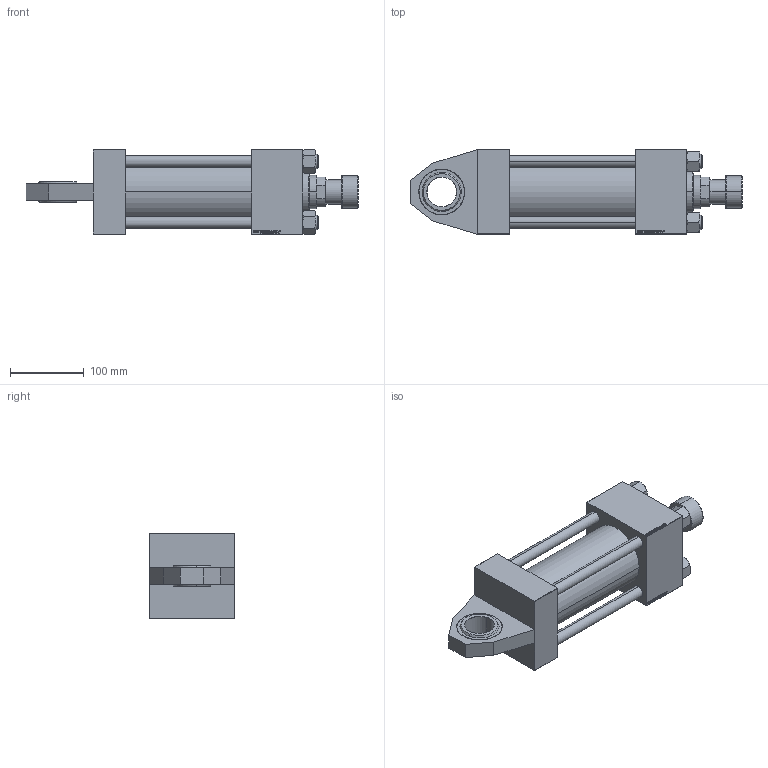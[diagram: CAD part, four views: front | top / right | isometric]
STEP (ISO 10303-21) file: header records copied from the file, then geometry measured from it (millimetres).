
FILE_DESCRIPTION (( 'STEP AP203' ), '1' );
FILE_NAME ('92a4.STEP', '2022-04-15T12:03:27', ( '' ), ( '' ), 'SwSTEP 2.0', 'SolidWorks 2019', '' );
FILE_SCHEMA (( 'CONFIG_CONTROL_DESIGN' ));
Length unit declared in the file: millimetre
Products named in the file (8): V215CR_VCP_J 37552942c93feecd80242be6c3cfd052; 92a4; V215CR_J_VNITRNI_KROUZEK 37552942c93feecd80242be6c3cfd052; V215CR_ROD_END_F 37552942c93feecd80242be6c3cfd052; V215_VC_A 37552942c93feecd80242be6c3cfd052; NUT_M5_J 37552942c93feecd80242be6c3cfd052; V215CR_TYCINKA_J 37552942c93feecd80242be6c3cfd052; V215CR_J_Body 37552942c93feecd80242be6c3cfd052
Assembly tree (13 placements, depth 2):
  92a4
    V215CR_J_Body 37552942c93feecd80242be6c3cfd052
    V215CR_J_VNITRNI_KROUZEK 37552942c93feecd80242be6c3cfd052
    V215CR_VCP_J 37552942c93feecd80242be6c3cfd052
    V215CR_TYCINKA_J 37552942c93feecd80242be6c3cfd052  x4
    NUT_M5_J 37552942c93feecd80242be6c3cfd052  x4
    V215_VC_A 37552942c93feecd80242be6c3cfd052
    V215CR_ROD_END_F 37552942c93feecd80242be6c3cfd052
Bounding box: 450 x 115 x 115 mm (x, y, z)
Volume: 2368217.8 mm3; surface area: 404483.1 mm2
Topology: 13 solids, 13 shells, 1206 faces, 3038 edges, 1973 vertices
Faces by surface type: plane 567, bspline 392, cone 130, cylinder 93, torus 24
Entity records: 51116 total; most frequent: CARTESIAN_POINT 27244, ORIENTED_EDGE 5340, DIRECTION 3456, EDGE_CURVE 2670, VERTEX_POINT 1751, VECTOR 1586, LINE 1586, EDGE_LOOP 1181
